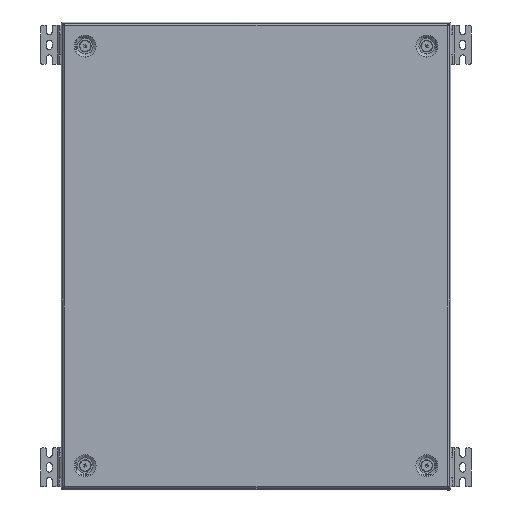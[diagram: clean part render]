
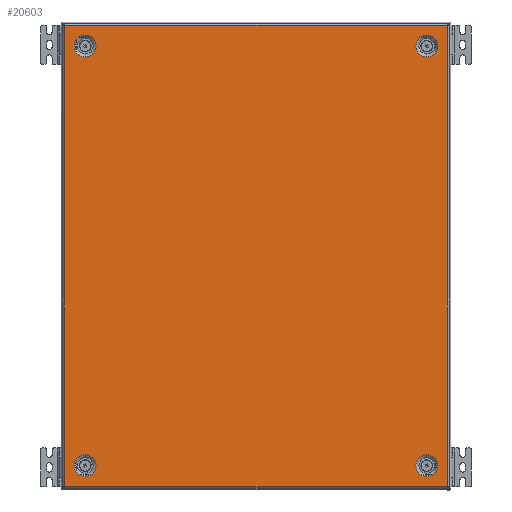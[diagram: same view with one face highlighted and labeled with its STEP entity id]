
A CAD part, top view. The second image highlights one B-rep face of the part: STEP entity #20603.
In plain terms, the highlighted planar face has unit normal (0, 0, 1).
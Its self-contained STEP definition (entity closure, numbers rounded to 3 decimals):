
#19 = VECTOR ( 'NONE', #16974, 1000. ) ;
#354 = VERTEX_POINT ( 'NONE', #18621 ) ;
#505 = LINE ( 'NONE', #20608, #13388 ) ;
#901 = VERTEX_POINT ( 'NONE', #27877 ) ;
#1099 = LINE ( 'NONE', #10279, #19 ) ;
#1215 = EDGE_CURVE ( 'NONE', #3194, #11292, #10821, .T. ) ;
#2043 = ORIENTED_EDGE ( 'NONE', *, *, #9062, .F. ) ;
#2117 = DIRECTION ( 'NONE',  ( 0., 0., 1. ) ) ;
#2221 = CIRCLE ( 'NONE', #24544, 14. ) ;
#2308 = VERTEX_POINT ( 'NONE', #17227 ) ;
#2346 = CARTESIAN_POINT ( 'NONE',  ( -219., 269., 0. ) ) ;
#2526 = AXIS2_PLACEMENT_3D ( 'NONE', #20763, #3150, #5768 ) ;
#2960 = CARTESIAN_POINT ( 'NONE',  ( 245.4, 295.5, 0. ) ) ;
#3150 = DIRECTION ( 'NONE',  ( 0., 0., 1. ) ) ;
#3194 = VERTEX_POINT ( 'NONE', #26495 ) ;
#3702 = EDGE_CURVE ( 'NONE', #2308, #26641, #4730, .T. ) ;
#3791 = CARTESIAN_POINT ( 'NONE',  ( -219., 255., 0. ) ) ;
#3886 = VECTOR ( 'NONE', #4991, 1000. ) ;
#4137 = VECTOR ( 'NONE', #13253, 1000. ) ;
#4155 = AXIS2_PLACEMENT_3D ( 'NONE', #22082, #2117, #19319 ) ;
#4210 = EDGE_CURVE ( 'NONE', #17857, #8480, #15914, .T. ) ;
#4323 = PLANE ( 'NONE',  #4155 ) ;
#4614 = DIRECTION ( 'NONE',  ( 1., 0., 0. ) ) ;
#4730 = CIRCLE ( 'NONE', #10733, 14. ) ;
#4991 = DIRECTION ( 'NONE',  ( -1., 0., 0. ) ) ;
#5103 = AXIS2_PLACEMENT_3D ( 'NONE', #11820, #17025, #25890 ) ;
#5140 = LINE ( 'NONE', #24916, #3886 ) ;
#5590 = ORIENTED_EDGE ( 'NONE', *, *, #23437, .F. ) ;
#5747 = EDGE_CURVE ( 'NONE', #12012, #901, #5140, .T. ) ;
#5768 = DIRECTION ( 'NONE',  ( -1., 0., 0. ) ) ;
#6254 = VERTEX_POINT ( 'NONE', #11480 ) ;
#6300 = CIRCLE ( 'NONE', #25355, 14. ) ;
#6342 = FACE_OUTER_BOUND ( 'NONE', #28154, .T. ) ;
#6493 = FACE_BOUND ( 'NONE', #15158, .T. ) ;
#6716 = DIRECTION ( 'NONE',  ( 1., 0., 0. ) ) ;
#6869 = EDGE_CURVE ( 'NONE', #26641, #2308, #20198, .T. ) ;
#6968 = ORIENTED_EDGE ( 'NONE', *, *, #27390, .T. ) ;
#7105 = DIRECTION ( 'NONE',  ( 0., 0., 1. ) ) ;
#8078 = LINE ( 'NONE', #12156, #23625 ) ;
#8168 = CARTESIAN_POINT ( 'NONE',  ( -245.5, 295.793, 0. ) ) ;
#8324 = VERTEX_POINT ( 'NONE', #10523 ) ;
#8480 = VERTEX_POINT ( 'NONE', #17950 ) ;
#8486 = VERTEX_POINT ( 'NONE', #8637 ) ;
#8637 = CARTESIAN_POINT ( 'NONE',  ( 245.5, -295.5, 0. ) ) ;
#8912 = ORIENTED_EDGE ( 'NONE', *, *, #18092, .T. ) ;
#9062 = EDGE_CURVE ( 'NONE', #8324, #901, #15656, .T. ) ;
#9301 = EDGE_LOOP ( 'NONE', ( #13479, #15225 ) ) ;
#9400 = DIRECTION ( 'NONE',  ( 1., 0., 0. ) ) ;
#9751 = EDGE_CURVE ( 'NONE', #19590, #18021, #13470, .T. ) ;
#9841 = DIRECTION ( 'NONE',  ( 1., 0., 0. ) ) ;
#9926 = VERTEX_POINT ( 'NONE', #23861 ) ;
#10279 = CARTESIAN_POINT ( 'NONE',  ( 245.793, 295.5, 0. ) ) ;
#10429 = FACE_BOUND ( 'NONE', #16668, .T. ) ;
#10436 = VECTOR ( 'NONE', #11534, 1000. ) ;
#10462 = CARTESIAN_POINT ( 'NONE',  ( -219., -283., 0. ) ) ;
#10472 = ORIENTED_EDGE ( 'NONE', *, *, #13227, .T. ) ;
#10523 = CARTESIAN_POINT ( 'NONE',  ( -245.5, 295.5, 0. ) ) ;
#10733 = AXIS2_PLACEMENT_3D ( 'NONE', #17253, #18873, #13457 ) ;
#10821 = CIRCLE ( 'NONE', #16858, 14. ) ;
#11292 = VERTEX_POINT ( 'NONE', #3791 ) ;
#11480 = CARTESIAN_POINT ( 'NONE',  ( 245.5, 295.5, 0. ) ) ;
#11534 = DIRECTION ( 'NONE',  ( 1., 0., 0. ) ) ;
#11734 = EDGE_CURVE ( 'NONE', #354, #9926, #8078, .T. ) ;
#11820 = CARTESIAN_POINT ( 'NONE',  ( 219., 269., 0. ) ) ;
#12012 = VERTEX_POINT ( 'NONE', #2960 ) ;
#12060 = EDGE_CURVE ( 'NONE', #8480, #17857, #24626, .T. ) ;
#12120 = CARTESIAN_POINT ( 'NONE',  ( 219., -269., 0. ) ) ;
#12156 = CARTESIAN_POINT ( 'NONE',  ( -245.793, -295.5, 0. ) ) ;
#12395 = VECTOR ( 'NONE', #16069, 1000. ) ;
#12817 = CARTESIAN_POINT ( 'NONE',  ( 219., 283., 0. ) ) ;
#13227 = EDGE_CURVE ( 'NONE', #6254, #12012, #1099, .T. ) ;
#13253 = DIRECTION ( 'NONE',  ( 0., -1., 0. ) ) ;
#13333 = CARTESIAN_POINT ( 'NONE',  ( -247.5, 295.5, 0. ) ) ;
#13388 = VECTOR ( 'NONE', #27427, 1000. ) ;
#13457 = DIRECTION ( 'NONE',  ( -1., 0., 0. ) ) ;
#13470 = CIRCLE ( 'NONE', #5103, 14. ) ;
#13479 = ORIENTED_EDGE ( 'NONE', *, *, #4210, .F. ) ;
#13633 = CARTESIAN_POINT ( 'NONE',  ( 245.4, -295.5, 0. ) ) ;
#14387 = ORIENTED_EDGE ( 'NONE', *, *, #3702, .F. ) ;
#14523 = AXIS2_PLACEMENT_3D ( 'NONE', #19561, #26239, #15329 ) ;
#15158 = EDGE_LOOP ( 'NONE', ( #24860, #26737 ) ) ;
#15225 = ORIENTED_EDGE ( 'NONE', *, *, #12060, .F. ) ;
#15329 = DIRECTION ( 'NONE',  ( 1., 0., 0. ) ) ;
#15656 = LINE ( 'NONE', #13333, #27352 ) ;
#15657 = CARTESIAN_POINT ( 'NONE',  ( -219., 269., 0. ) ) ;
#15914 = CIRCLE ( 'NONE', #14523, 14. ) ;
#15951 = EDGE_CURVE ( 'NONE', #28662, #8486, #18268, .T. ) ;
#15976 = CARTESIAN_POINT ( 'NONE',  ( 219., 269., 0. ) ) ;
#16069 = DIRECTION ( 'NONE',  ( 1., 0., 0. ) ) ;
#16200 = CARTESIAN_POINT ( 'NONE',  ( -245.793, -295.5, 0. ) ) ;
#16486 = CARTESIAN_POINT ( 'NONE',  ( 219., -283., 0. ) ) ;
#16562 = ORIENTED_EDGE ( 'NONE', *, *, #6869, .F. ) ;
#16668 = EDGE_LOOP ( 'NONE', ( #16562, #14387 ) ) ;
#16858 = AXIS2_PLACEMENT_3D ( 'NONE', #2346, #17790, #6716 ) ;
#16974 = DIRECTION ( 'NONE',  ( -1., 0., 0. ) ) ;
#17025 = DIRECTION ( 'NONE',  ( 0., 0., 1. ) ) ;
#17227 = CARTESIAN_POINT ( 'NONE',  ( -219., -255., 0. ) ) ;
#17253 = CARTESIAN_POINT ( 'NONE',  ( -219., -269., 0. ) ) ;
#17297 = CARTESIAN_POINT ( 'NONE',  ( 219., 255., 0. ) ) ;
#17735 = DIRECTION ( 'NONE',  ( -1., 0., 0. ) ) ;
#17775 = ORIENTED_EDGE ( 'NONE', *, *, #22727, .T. ) ;
#17790 = DIRECTION ( 'NONE',  ( 0., 0., 1. ) ) ;
#17857 = VERTEX_POINT ( 'NONE', #16486 ) ;
#17950 = CARTESIAN_POINT ( 'NONE',  ( 219., -255., 0. ) ) ;
#18021 = VERTEX_POINT ( 'NONE', #12817 ) ;
#18092 = EDGE_CURVE ( 'NONE', #8324, #354, #19391, .T. ) ;
#18268 = LINE ( 'NONE', #27128, #12395 ) ;
#18548 = DIRECTION ( 'NONE',  ( 1., 0., 0. ) ) ;
#18621 = CARTESIAN_POINT ( 'NONE',  ( -245.5, -295.5, 0. ) ) ;
#18844 = DIRECTION ( 'NONE',  ( 0., 0., 1. ) ) ;
#18873 = DIRECTION ( 'NONE',  ( 0., 0., 1. ) ) ;
#19319 = DIRECTION ( 'NONE',  ( 1., 0., 0. ) ) ;
#19381 = ORIENTED_EDGE ( 'NONE', *, *, #11734, .T. ) ;
#19391 = LINE ( 'NONE', #8168, #4137 ) ;
#19561 = CARTESIAN_POINT ( 'NONE',  ( 219., -269., 0. ) ) ;
#19590 = VERTEX_POINT ( 'NONE', #17297 ) ;
#19753 = FACE_BOUND ( 'NONE', #19822, .T. ) ;
#19822 = EDGE_LOOP ( 'NONE', ( #5590, #26586 ) ) ;
#19986 = AXIS2_PLACEMENT_3D ( 'NONE', #12120, #18844, #18548 ) ;
#20052 = ORIENTED_EDGE ( 'NONE', *, *, #15951, .T. ) ;
#20190 = ORIENTED_EDGE ( 'NONE', *, *, #5747, .T. ) ;
#20198 = CIRCLE ( 'NONE', #2526, 14. ) ;
#20603 = ADVANCED_FACE ( 'NONE', ( #6342, #24107, #19753, #10429, #6493 ), #4323, .T. ) ;
#20608 = CARTESIAN_POINT ( 'NONE',  ( 245.5, -295.793, 0. ) ) ;
#20763 = CARTESIAN_POINT ( 'NONE',  ( -219., -269., 0. ) ) ;
#22082 = CARTESIAN_POINT ( 'NONE',  ( 0., 0., 0. ) ) ;
#22727 = EDGE_CURVE ( 'NONE', #9926, #28662, #27107, .T. ) ;
#23437 = EDGE_CURVE ( 'NONE', #18021, #19590, #6300, .T. ) ;
#23625 = VECTOR ( 'NONE', #9841, 1000. ) ;
#23861 = CARTESIAN_POINT ( 'NONE',  ( -245.4, -295.5, 0. ) ) ;
#24107 = FACE_BOUND ( 'NONE', #9301, .T. ) ;
#24540 = DIRECTION ( 'NONE',  ( 0., 0., 1. ) ) ;
#24544 = AXIS2_PLACEMENT_3D ( 'NONE', #15657, #24540, #4614 ) ;
#24626 = CIRCLE ( 'NONE', #19986, 14. ) ;
#24860 = ORIENTED_EDGE ( 'NONE', *, *, #1215, .F. ) ;
#24916 = CARTESIAN_POINT ( 'NONE',  ( 245.793, 295.5, 0. ) ) ;
#25355 = AXIS2_PLACEMENT_3D ( 'NONE', #15976, #7105, #17735 ) ;
#25890 = DIRECTION ( 'NONE',  ( -1., 0., 0. ) ) ;
#26239 = DIRECTION ( 'NONE',  ( 0., 0., 1. ) ) ;
#26495 = CARTESIAN_POINT ( 'NONE',  ( -219., 283., 0. ) ) ;
#26586 = ORIENTED_EDGE ( 'NONE', *, *, #9751, .F. ) ;
#26641 = VERTEX_POINT ( 'NONE', #10462 ) ;
#26737 = ORIENTED_EDGE ( 'NONE', *, *, #27312, .F. ) ;
#27107 = LINE ( 'NONE', #16200, #10436 ) ;
#27128 = CARTESIAN_POINT ( 'NONE',  ( 247.5, -295.5, 0. ) ) ;
#27312 = EDGE_CURVE ( 'NONE', #11292, #3194, #2221, .T. ) ;
#27352 = VECTOR ( 'NONE', #9400, 1000. ) ;
#27390 = EDGE_CURVE ( 'NONE', #8486, #6254, #505, .T. ) ;
#27427 = DIRECTION ( 'NONE',  ( 0., 1., 0. ) ) ;
#27877 = CARTESIAN_POINT ( 'NONE',  ( -245.4, 295.5, 0. ) ) ;
#28154 = EDGE_LOOP ( 'NONE', ( #10472, #20190, #2043, #8912, #19381, #17775, #20052, #6968 ) ) ;
#28662 = VERTEX_POINT ( 'NONE', #13633 ) ;
